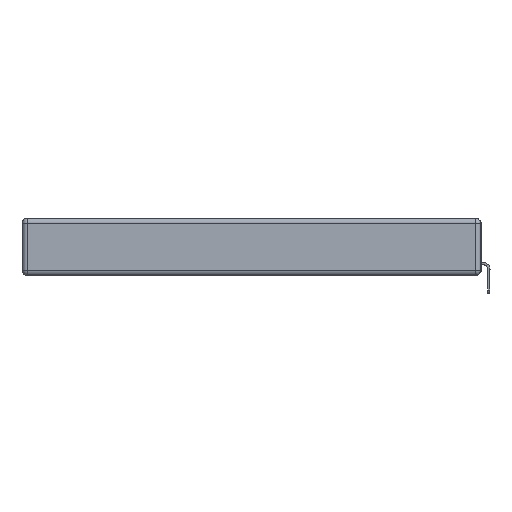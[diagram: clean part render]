
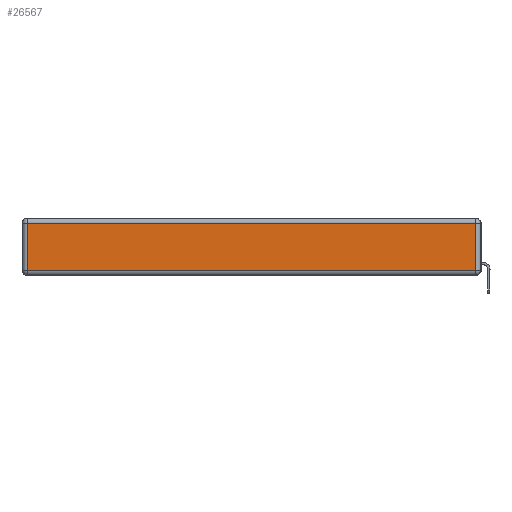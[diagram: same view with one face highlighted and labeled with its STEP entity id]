
A CAD part, left-side view. The second image highlights one B-rep face of the part: STEP entity #26567.
In plain terms, the highlighted planar face has unit normal (-1, 0, 0).
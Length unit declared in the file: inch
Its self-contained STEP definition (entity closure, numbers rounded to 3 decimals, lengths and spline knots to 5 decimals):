
#396 = EDGE_CURVE ( 'NONE', #22119, #10374, #8308, .T. ) ;
#449 = DIRECTION ( 'NONE',  ( 0., 0., -1. ) ) ;
#2154 = EDGE_CURVE ( 'NONE', #27406, #22119, #2215, .T. ) ;
#2215 = LINE ( 'NONE', #13423, #12623 ) ;
#2271 = LINE ( 'NONE', #17795, #21875 ) ;
#2345 = VERTEX_POINT ( 'NONE', #2812 ) ;
#2812 = CARTESIAN_POINT ( 'NONE',  ( 0., 2.72, -0.03 ) ) ;
#5188 = VECTOR ( 'NONE', #25373, 39.37008 ) ;
#6179 = CARTESIAN_POINT ( 'NONE',  ( 0., 0.03, -0.343 ) ) ;
#6355 = CARTESIAN_POINT ( 'NONE',  ( 0., 2.72, -0.313 ) ) ;
#6601 = EDGE_CURVE ( 'NONE', #2345, #27406, #2271, .T. ) ;
#8077 = CARTESIAN_POINT ( 'NONE',  ( 0., 0.03, -0.03 ) ) ;
#8177 = FACE_OUTER_BOUND ( 'NONE', #15311, .T. ) ;
#8308 = LINE ( 'NONE', #6179, #13099 ) ;
#9151 = EDGE_CURVE ( 'NONE', #10374, #2345, #12826, .T. ) ;
#9201 = ORIENTED_EDGE ( 'NONE', *, *, #6601, .T. ) ;
#10374 = VERTEX_POINT ( 'NONE', #8077 ) ;
#10883 = ORIENTED_EDGE ( 'NONE', *, *, #2154, .T. ) ;
#12623 = VECTOR ( 'NONE', #17218, 39.37008 ) ;
#12748 = CARTESIAN_POINT ( 'NONE',  ( 0., 0.03, -0.313 ) ) ;
#12826 = LINE ( 'NONE', #21402, #5188 ) ;
#13099 = VECTOR ( 'NONE', #23374, 39.37008 ) ;
#13423 = CARTESIAN_POINT ( 'NONE',  ( 0., 0., -0.313 ) ) ;
#14515 = CARTESIAN_POINT ( 'NONE',  ( 0., 0., -0.343 ) ) ;
#15311 = EDGE_LOOP ( 'NONE', ( #10883, #18896, #21815, #9201 ) ) ;
#17187 = DIRECTION ( 'NONE',  ( -1., 0., 0. ) ) ;
#17218 = DIRECTION ( 'NONE',  ( 0., -1., 0. ) ) ;
#17795 = CARTESIAN_POINT ( 'NONE',  ( 0., 2.72, -0.343 ) ) ;
#18896 = ORIENTED_EDGE ( 'NONE', *, *, #396, .T. ) ;
#21402 = CARTESIAN_POINT ( 'NONE',  ( 0., 2.75, -0.03 ) ) ;
#21815 = ORIENTED_EDGE ( 'NONE', *, *, #9151, .T. ) ;
#21875 = VECTOR ( 'NONE', #449, 39.37008 ) ;
#22119 = VERTEX_POINT ( 'NONE', #12748 ) ;
#23374 = DIRECTION ( 'NONE',  ( 0., 0., 1. ) ) ;
#23382 = PLANE ( 'NONE',  #24800 ) ;
#24800 = AXIS2_PLACEMENT_3D ( 'NONE', #14515, #17187, #27622 ) ;
#25373 = DIRECTION ( 'NONE',  ( 0., 1., 0. ) ) ;
#26567 = ADVANCED_FACE ( 'NONE', ( #8177 ), #23382, .T. ) ;
#27406 = VERTEX_POINT ( 'NONE', #6355 ) ;
#27622 = DIRECTION ( 'NONE',  ( 0., 0., 1. ) ) ;
